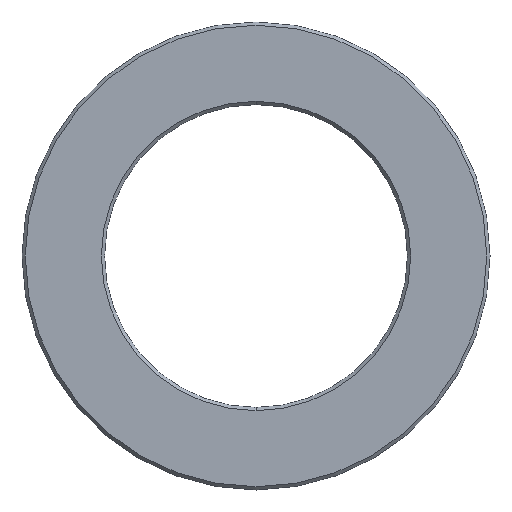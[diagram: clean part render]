
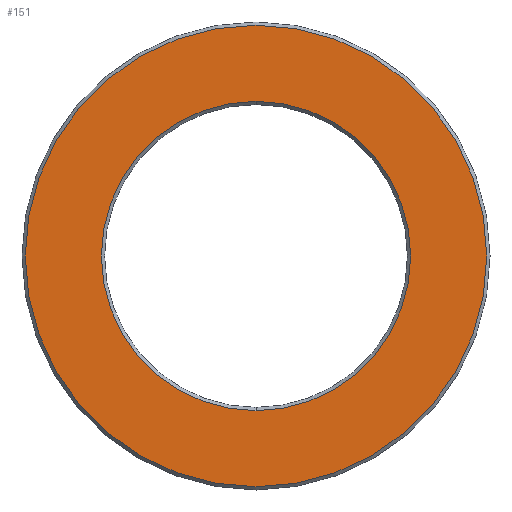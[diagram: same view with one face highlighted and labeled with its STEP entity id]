
A CAD part, front view. The second image highlights one B-rep face of the part: STEP entity #151.
In plain terms, the highlighted planar face has unit normal (0, -1, 0).
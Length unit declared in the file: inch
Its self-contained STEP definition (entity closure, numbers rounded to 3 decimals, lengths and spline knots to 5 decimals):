
#8 = DIRECTION ( 'NONE',  ( 0., 0., 1. ) ) ;
#13 = CARTESIAN_POINT ( 'NONE',  ( 0., 0., 0. ) ) ;
#23 = EDGE_CURVE ( 'NONE', #42, #194, #226, .T. ) ;
#37 = DIRECTION ( 'NONE',  ( 0., 0., 1. ) ) ;
#42 = VERTEX_POINT ( 'NONE', #445 ) ;
#51 = CIRCLE ( 'NONE', #331, 0.35425 ) ;
#66 = EDGE_CURVE ( 'NONE', #89, #285, #51, .T. ) ;
#71 = CARTESIAN_POINT ( 'NONE',  ( 0., 0., 0.35425 ) ) ;
#77 = CARTESIAN_POINT ( 'NONE',  ( 0., 0., 0. ) ) ;
#87 = DIRECTION ( 'NONE',  ( 0., -1., 0. ) ) ;
#89 = VERTEX_POINT ( 'NONE', #71 ) ;
#101 = AXIS2_PLACEMENT_3D ( 'NONE', #77, #119, #185 ) ;
#107 = CARTESIAN_POINT ( 'NONE',  ( 0., 0., 0. ) ) ;
#115 = DIRECTION ( 'NONE',  ( 0., 1., 0. ) ) ;
#117 = AXIS2_PLACEMENT_3D ( 'NONE', #13, #87, #298 ) ;
#119 = DIRECTION ( 'NONE',  ( 0., 1., 0. ) ) ;
#150 = EDGE_LOOP ( 'NONE', ( #328, #258 ) ) ;
#151 = ADVANCED_FACE ( 'NONE', ( #378, #274 ), #291, .F. ) ;
#159 = CARTESIAN_POINT ( 'NONE',  ( 0., 0., 0.2375 ) ) ;
#177 = CARTESIAN_POINT ( 'NONE',  ( 0., 0., -0.35425 ) ) ;
#185 = DIRECTION ( 'NONE',  ( 0., 0., 1. ) ) ;
#194 = VERTEX_POINT ( 'NONE', #159 ) ;
#205 = EDGE_CURVE ( 'NONE', #285, #89, #436, .T. ) ;
#206 = EDGE_LOOP ( 'NONE', ( #350, #232 ) ) ;
#210 = CARTESIAN_POINT ( 'NONE',  ( 0., 0., 0. ) ) ;
#226 = CIRCLE ( 'NONE', #278, 0.2375 ) ;
#232 = ORIENTED_EDGE ( 'NONE', *, *, #374, .T. ) ;
#245 = DIRECTION ( 'NONE',  ( 0., 0., 1. ) ) ;
#258 = ORIENTED_EDGE ( 'NONE', *, *, #205, .T. ) ;
#274 = FACE_OUTER_BOUND ( 'NONE', #150, .T. ) ;
#278 = AXIS2_PLACEMENT_3D ( 'NONE', #107, #115, #37 ) ;
#285 = VERTEX_POINT ( 'NONE', #177 ) ;
#291 = PLANE ( 'NONE',  #101 ) ;
#298 = DIRECTION ( 'NONE',  ( 0., 0., 1. ) ) ;
#321 = CARTESIAN_POINT ( 'NONE',  ( 0., 0., 0. ) ) ;
#322 = DIRECTION ( 'NONE',  ( 0., 1., 0. ) ) ;
#328 = ORIENTED_EDGE ( 'NONE', *, *, #66, .T. ) ;
#331 = AXIS2_PLACEMENT_3D ( 'NONE', #210, #447, #245 ) ;
#350 = ORIENTED_EDGE ( 'NONE', *, *, #23, .T. ) ;
#359 = AXIS2_PLACEMENT_3D ( 'NONE', #321, #322, #8 ) ;
#374 = EDGE_CURVE ( 'NONE', #194, #42, #407, .T. ) ;
#378 = FACE_BOUND ( 'NONE', #206, .T. ) ;
#407 = CIRCLE ( 'NONE', #359, 0.2375 ) ;
#436 = CIRCLE ( 'NONE', #117, 0.35425 ) ;
#445 = CARTESIAN_POINT ( 'NONE',  ( 0., 0., -0.2375 ) ) ;
#447 = DIRECTION ( 'NONE',  ( 0., -1., 0. ) ) ;
